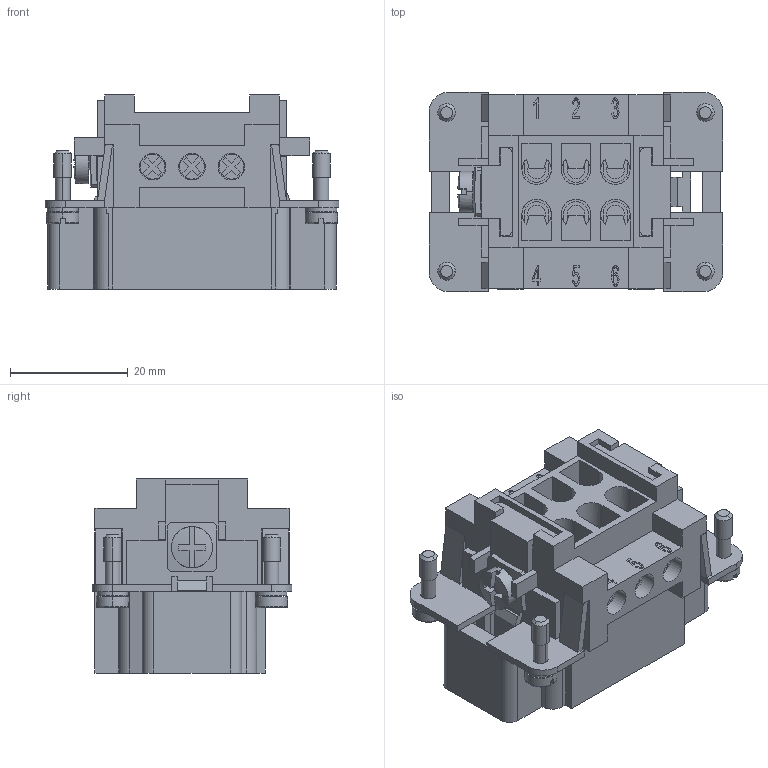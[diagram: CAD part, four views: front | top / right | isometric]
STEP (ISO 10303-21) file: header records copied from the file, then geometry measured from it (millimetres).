
FILE_DESCRIPTION(('Creo Elements/Direct Modeling STEP Export'),'2;1');
FILE_NAME('JNEM 06.stp','2014-08-01T 8:46:17',(''),(''),'Creo Elements/Direct Modeling STEP processor for AP214 (Solid Model)','Creo Elements/Direct Modeling 18.0B 02-Dec-2011 (C) Parametric Technology GmbH','');
FILE_SCHEMA(('AUTOMOTIVE_DESIGN { 1 0 10303 214 1 1 1 1 }'));
Length unit declared in the file: millimetre
Products named in the file (2): JNEM_06
Assembly tree (1 placements, depth 2):
  JNEM_06
    JNEM_06
Bounding box: 50 x 34 x 33 mm (x, y, z)
Volume: 19007.4 mm3; surface area: 16989.9 mm2
Topology: 1 solids, 1 shells, 907 faces, 2498 edges, 1638 vertices
Faces by surface type: plane 623, cylinder 154, bspline 98, sphere 16, cone 8, torus 8
Entity records: 29048 total; most frequent: CARTESIAN_POINT 6752, ORIENTED_EDGE 4972, DIRECTION 4072, EDGE_CURVE 2486, VECTOR 1804, LINE 1804, VERTEX_POINT 1638, AXIS2_PLACEMENT_3D 1134
